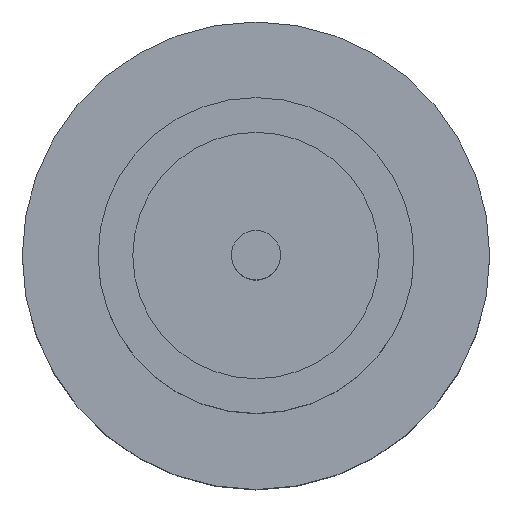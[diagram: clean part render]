
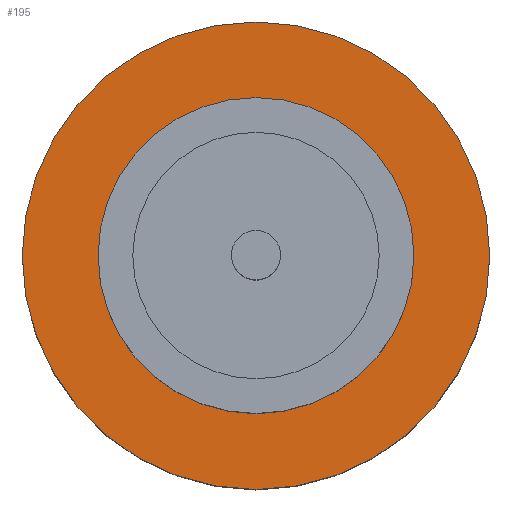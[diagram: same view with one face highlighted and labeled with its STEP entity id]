
A CAD part, top view. The second image highlights one B-rep face of the part: STEP entity #195.
In plain terms, the highlighted planar face has unit normal (0, 0, 1).
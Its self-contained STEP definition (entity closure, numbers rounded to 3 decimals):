
#8 = DIRECTION ( 'NONE',  ( 0., 0., 1. ) ) ;
#12 = CARTESIAN_POINT ( 'NONE',  ( 0., 0., 1.55 ) ) ;
#33 = EDGE_CURVE ( 'NONE', #596, #521, #639, .T. ) ;
#38 = AXIS2_PLACEMENT_3D ( 'NONE', #396, #151, #102 ) ;
#49 = CIRCLE ( 'NONE', #217, 1.85 ) ;
#63 = FACE_BOUND ( 'NONE', #140, .T. ) ;
#72 = ORIENTED_EDGE ( 'NONE', *, *, #232, .T. ) ;
#79 = DIRECTION ( 'NONE',  ( 1., 0., 0. ) ) ;
#102 = DIRECTION ( 'NONE',  ( 1., 0., 0. ) ) ;
#116 = AXIS2_PLACEMENT_3D ( 'NONE', #463, #8, #408 ) ;
#128 = AXIS2_PLACEMENT_3D ( 'NONE', #12, #488, #482 ) ;
#135 = VERTEX_POINT ( 'NONE', #565 ) ;
#140 = EDGE_LOOP ( 'NONE', ( #356, #264 ) ) ;
#151 = DIRECTION ( 'NONE',  ( 0., 0., 1. ) ) ;
#153 = PLANE ( 'NONE',  #116 ) ;
#195 = ADVANCED_FACE ( 'NONE', ( #63, #315 ), #153, .T. ) ;
#206 = VERTEX_POINT ( 'NONE', #588 ) ;
#217 = AXIS2_PLACEMENT_3D ( 'NONE', #243, #525, #227 ) ;
#227 = DIRECTION ( 'NONE',  ( 1., 0., 0. ) ) ;
#232 = EDGE_CURVE ( 'NONE', #521, #596, #49, .T. ) ;
#243 = CARTESIAN_POINT ( 'NONE',  ( 0., 0., 1.55 ) ) ;
#264 = ORIENTED_EDGE ( 'NONE', *, *, #296, .F. ) ;
#268 = CARTESIAN_POINT ( 'NONE',  ( 0., 0., 1.55 ) ) ;
#296 = EDGE_CURVE ( 'NONE', #135, #206, #645, .T. ) ;
#315 = FACE_OUTER_BOUND ( 'NONE', #625, .T. ) ;
#334 = CARTESIAN_POINT ( 'NONE',  ( -1.85, 0., 1.55 ) ) ;
#341 = CARTESIAN_POINT ( 'NONE',  ( 1.85, 0., 1.55 ) ) ;
#356 = ORIENTED_EDGE ( 'NONE', *, *, #548, .F. ) ;
#368 = AXIS2_PLACEMENT_3D ( 'NONE', #268, #442, #79 ) ;
#396 = CARTESIAN_POINT ( 'NONE',  ( 0., 0., 1.55 ) ) ;
#408 = DIRECTION ( 'NONE',  ( 1., 0., 0. ) ) ;
#442 = DIRECTION ( 'NONE',  ( 0., 0., 1. ) ) ;
#463 = CARTESIAN_POINT ( 'NONE',  ( 0., 0., 1.55 ) ) ;
#482 = DIRECTION ( 'NONE',  ( 1., 0., 0. ) ) ;
#483 = CIRCLE ( 'NONE', #38, 1.25 ) ;
#488 = DIRECTION ( 'NONE',  ( 0., 0., 1. ) ) ;
#521 = VERTEX_POINT ( 'NONE', #334 ) ;
#525 = DIRECTION ( 'NONE',  ( 0., 0., 1. ) ) ;
#548 = EDGE_CURVE ( 'NONE', #206, #135, #483, .T. ) ;
#556 = ORIENTED_EDGE ( 'NONE', *, *, #33, .T. ) ;
#565 = CARTESIAN_POINT ( 'NONE',  ( -1.25, 0., 1.55 ) ) ;
#588 = CARTESIAN_POINT ( 'NONE',  ( 1.25, 0., 1.55 ) ) ;
#596 = VERTEX_POINT ( 'NONE', #341 ) ;
#625 = EDGE_LOOP ( 'NONE', ( #72, #556 ) ) ;
#639 = CIRCLE ( 'NONE', #368, 1.85 ) ;
#645 = CIRCLE ( 'NONE', #128, 1.25 ) ;
